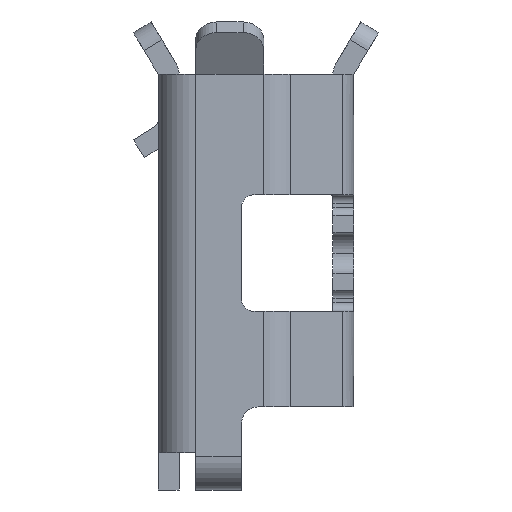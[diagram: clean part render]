
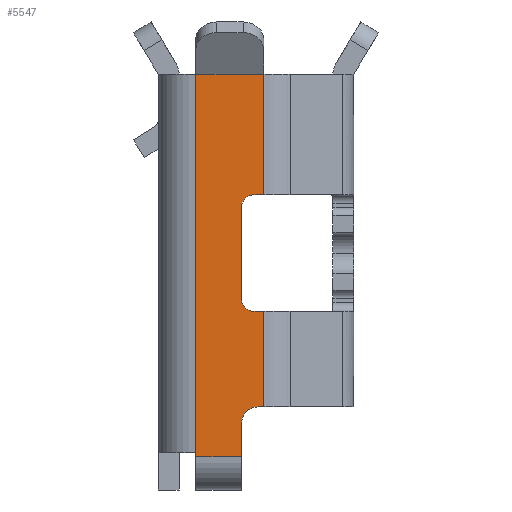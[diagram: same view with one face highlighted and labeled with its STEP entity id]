
A CAD part, left-side view. The second image highlights one B-rep face of the part: STEP entity #5547.
In plain terms, the highlighted planar face has unit normal (-1, 0, 0).
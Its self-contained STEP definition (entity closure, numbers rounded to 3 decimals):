
#126 = CARTESIAN_POINT ( 'NONE',  ( -3.7, 0.833, -5. ) ) ;
#128 = VERTEX_POINT ( 'NONE', #1751 ) ;
#251 = VERTEX_POINT ( 'NONE', #3199 ) ;
#292 = CARTESIAN_POINT ( 'NONE',  ( -3.7, 1.1, -2.85 ) ) ;
#310 = ORIENTED_EDGE ( 'NONE', *, *, #1180, .T. ) ;
#330 = VERTEX_POINT ( 'NONE', #2408 ) ;
#331 = EDGE_CURVE ( 'NONE', #1760, #594, #3269, .T. ) ;
#338 = ORIENTED_EDGE ( 'NONE', *, *, #3974, .F. ) ;
#359 = DIRECTION ( 'NONE',  ( 0., 0., -1. ) ) ;
#441 = CARTESIAN_POINT ( 'NONE',  ( -3.7, 0.95, -1.6 ) ) ;
#490 = ORIENTED_EDGE ( 'NONE', *, *, #2029, .F. ) ;
#560 = VERTEX_POINT ( 'NONE', #3466 ) ;
#594 = VERTEX_POINT ( 'NONE', #2650 ) ;
#617 = VECTOR ( 'NONE', #4478, 1000. ) ;
#822 = CARTESIAN_POINT ( 'NONE',  ( -3.7, 1.1, -5. ) ) ;
#833 = EDGE_CURVE ( 'NONE', #4063, #1760, #2778, .T. ) ;
#838 = ORIENTED_EDGE ( 'NONE', *, *, #3462, .T. ) ;
#873 = DIRECTION ( 'NONE',  ( 0., -1., 0. ) ) ;
#935 = ORIENTED_EDGE ( 'NONE', *, *, #3571, .F. ) ;
#1003 = AXIS2_PLACEMENT_3D ( 'NONE', #4655, #2907, #4157 ) ;
#1180 = EDGE_CURVE ( 'NONE', #2837, #560, #2370, .T. ) ;
#1276 = VECTOR ( 'NONE', #1289, 1000. ) ;
#1286 = ORIENTED_EDGE ( 'NONE', *, *, #1676, .F. ) ;
#1289 = DIRECTION ( 'NONE',  ( 0., 0., 1. ) ) ;
#1340 = CARTESIAN_POINT ( 'NONE',  ( -3.7, 1.1, -4.2 ) ) ;
#1383 = VECTOR ( 'NONE', #4146, 1000. ) ;
#1385 = DIRECTION ( 'NONE',  ( 0., 1., 0. ) ) ;
#1510 = CARTESIAN_POINT ( 'NONE',  ( -3.7, 1.65, -4.6 ) ) ;
#1515 = ORIENTED_EDGE ( 'NONE', *, *, #331, .T. ) ;
#1527 = VECTOR ( 'NONE', #2039, 1000. ) ;
#1558 = CARTESIAN_POINT ( 'NONE',  ( -3.7, -0.55, -1.45 ) ) ;
#1585 = PLANE ( 'NONE',  #1003 ) ;
#1614 = CARTESIAN_POINT ( 'NONE',  ( -3.7, 0.833, -1.45 ) ) ;
#1618 = DIRECTION ( 'NONE',  ( 0., 0., 1. ) ) ;
#1630 = VECTOR ( 'NONE', #2135, 1000. ) ;
#1676 = EDGE_CURVE ( 'NONE', #2837, #4861, #4629, .T. ) ;
#1697 = CARTESIAN_POINT ( 'NONE',  ( -3.7, 0.9, -4.2 ) ) ;
#1751 = CARTESIAN_POINT ( 'NONE',  ( -3.7, 0.833, -2.85 ) ) ;
#1760 = VERTEX_POINT ( 'NONE', #2077 ) ;
#1790 = DIRECTION ( 'NONE',  ( 0., 1., 0. ) ) ;
#1826 = DIRECTION ( 'NONE',  ( 0., -1., 0. ) ) ;
#1885 = CARTESIAN_POINT ( 'NONE',  ( -3.7, 0.95, -2.7 ) ) ;
#1905 = EDGE_CURVE ( 'NONE', #594, #4861, #2223, .T. ) ;
#1976 = VECTOR ( 'NONE', #1618, 1000. ) ;
#1977 = CARTESIAN_POINT ( 'NONE',  ( -3.7, 1.65, -4.55 ) ) ;
#1996 = VECTOR ( 'NONE', #359, 1000. ) ;
#2000 = AXIS2_PLACEMENT_3D ( 'NONE', #1697, #3377, #4734 ) ;
#2029 = EDGE_CURVE ( 'NONE', #2502, #251, #5161, .T. ) ;
#2039 = DIRECTION ( 'NONE',  ( 0., -1., 0. ) ) ;
#2046 = VERTEX_POINT ( 'NONE', #1340 ) ;
#2077 = CARTESIAN_POINT ( 'NONE',  ( -3.7, 1.1, -2.7 ) ) ;
#2135 = DIRECTION ( 'NONE',  ( 0., 0., 1. ) ) ;
#2140 = ORIENTED_EDGE ( 'NONE', *, *, #1905, .T. ) ;
#2223 = CIRCLE ( 'NONE', #5470, 0.15 ) ;
#2237 = DIRECTION ( 'NONE',  ( 1., 0., 0. ) ) ;
#2282 = LINE ( 'NONE', #4747, #1276 ) ;
#2316 = CARTESIAN_POINT ( 'NONE',  ( -3.7, 0.95, -2.85 ) ) ;
#2370 = LINE ( 'NONE', #4265, #1630 ) ;
#2400 = VERTEX_POINT ( 'NONE', #1977 ) ;
#2408 = CARTESIAN_POINT ( 'NONE',  ( -3.7, 1.1, -4.6 ) ) ;
#2502 = VERTEX_POINT ( 'NONE', #3009 ) ;
#2612 = LINE ( 'NONE', #4062, #3917 ) ;
#2650 = CARTESIAN_POINT ( 'NONE',  ( -3.7, 1.1, -1.6 ) ) ;
#2778 = CIRCLE ( 'NONE', #3344, 0.15 ) ;
#2837 = VERTEX_POINT ( 'NONE', #1614 ) ;
#2878 = VERTEX_POINT ( 'NONE', #3824 ) ;
#2883 = ORIENTED_EDGE ( 'NONE', *, *, #5126, .F. ) ;
#2907 = DIRECTION ( 'NONE',  ( -1., 0., 0. ) ) ;
#2913 = EDGE_CURVE ( 'NONE', #251, #2046, #3371, .T. ) ;
#2956 = ORIENTED_EDGE ( 'NONE', *, *, #5091, .F. ) ;
#3009 = CARTESIAN_POINT ( 'NONE',  ( -3.7, 0.833, -4. ) ) ;
#3014 = ORIENTED_EDGE ( 'NONE', *, *, #2913, .F. ) ;
#3052 = CARTESIAN_POINT ( 'NONE',  ( -3.7, 1.65, -4. ) ) ;
#3199 = CARTESIAN_POINT ( 'NONE',  ( -3.7, 0.9, -4. ) ) ;
#3233 = LINE ( 'NONE', #4422, #3570 ) ;
#3242 = DIRECTION ( 'NONE',  ( 0., 0., 1. ) ) ;
#3269 = LINE ( 'NONE', #292, #1976 ) ;
#3277 = VERTEX_POINT ( 'NONE', #1510 ) ;
#3280 = DIRECTION ( 'NONE',  ( 0., 1., 0. ) ) ;
#3292 = LINE ( 'NONE', #822, #1996 ) ;
#3344 = AXIS2_PLACEMENT_3D ( 'NONE', #1885, #2237, #1826 ) ;
#3371 = CIRCLE ( 'NONE', #2000, 0.2 ) ;
#3377 = DIRECTION ( 'NONE',  ( -1., 0., 0. ) ) ;
#3414 = FACE_OUTER_BOUND ( 'NONE', #4303, .T. ) ;
#3462 = EDGE_CURVE ( 'NONE', #2502, #128, #4340, .T. ) ;
#3466 = CARTESIAN_POINT ( 'NONE',  ( -3.7, 0.833, 0. ) ) ;
#3475 = DIRECTION ( 'NONE',  ( 1., 0., 0. ) ) ;
#3570 = VECTOR ( 'NONE', #1385, 1000. ) ;
#3571 = EDGE_CURVE ( 'NONE', #3277, #2400, #2612, .T. ) ;
#3824 = CARTESIAN_POINT ( 'NONE',  ( -3.7, 1.65, 0. ) ) ;
#3854 = VECTOR ( 'NONE', #1790, 1000. ) ;
#3906 = ORIENTED_EDGE ( 'NONE', *, *, #4582, .T. ) ;
#3917 = VECTOR ( 'NONE', #3242, 1000. ) ;
#3974 = EDGE_CURVE ( 'NONE', #2400, #2878, #2282, .T. ) ;
#4062 = CARTESIAN_POINT ( 'NONE',  ( -3.7, 1.65, -4.55 ) ) ;
#4063 = VERTEX_POINT ( 'NONE', #2316 ) ;
#4146 = DIRECTION ( 'NONE',  ( 0., 1., 0. ) ) ;
#4157 = DIRECTION ( 'NONE',  ( 0., -1., 0. ) ) ;
#4197 = CARTESIAN_POINT ( 'NONE',  ( -3.7, 0.95, -1.45 ) ) ;
#4210 = VECTOR ( 'NONE', #3280, 1000. ) ;
#4221 = CARTESIAN_POINT ( 'NONE',  ( -3.7, 1.65, 0. ) ) ;
#4265 = CARTESIAN_POINT ( 'NONE',  ( -3.7, 0.833, -5. ) ) ;
#4303 = EDGE_LOOP ( 'NONE', ( #338, #935, #4736, #2883, #3014, #490, #838, #3906, #4658, #1515, #2140, #1286, #310, #2956 ) ) ;
#4340 = LINE ( 'NONE', #126, #617 ) ;
#4422 = CARTESIAN_POINT ( 'NONE',  ( -3.7, -0.55, -2.85 ) ) ;
#4478 = DIRECTION ( 'NONE',  ( 0., 0., 1. ) ) ;
#4582 = EDGE_CURVE ( 'NONE', #128, #4063, #3233, .T. ) ;
#4629 = LINE ( 'NONE', #1558, #4210 ) ;
#4655 = CARTESIAN_POINT ( 'NONE',  ( -3.7, 1.65, -5. ) ) ;
#4658 = ORIENTED_EDGE ( 'NONE', *, *, #833, .T. ) ;
#4734 = DIRECTION ( 'NONE',  ( 0., -1., 0. ) ) ;
#4736 = ORIENTED_EDGE ( 'NONE', *, *, #5070, .F. ) ;
#4747 = CARTESIAN_POINT ( 'NONE',  ( -3.7, 1.65, -5. ) ) ;
#4861 = VERTEX_POINT ( 'NONE', #4197 ) ;
#4874 = LINE ( 'NONE', #5109, #1383 ) ;
#5070 = EDGE_CURVE ( 'NONE', #330, #3277, #4874, .T. ) ;
#5091 = EDGE_CURVE ( 'NONE', #2878, #560, #5338, .T. ) ;
#5109 = CARTESIAN_POINT ( 'NONE',  ( -3.7, 1.1, -4.6 ) ) ;
#5126 = EDGE_CURVE ( 'NONE', #2046, #330, #3292, .T. ) ;
#5161 = LINE ( 'NONE', #3052, #3854 ) ;
#5338 = LINE ( 'NONE', #4221, #1527 ) ;
#5470 = AXIS2_PLACEMENT_3D ( 'NONE', #441, #3475, #873 ) ;
#5547 = ADVANCED_FACE ( 'NONE', ( #3414 ), #1585, .T. ) ;
